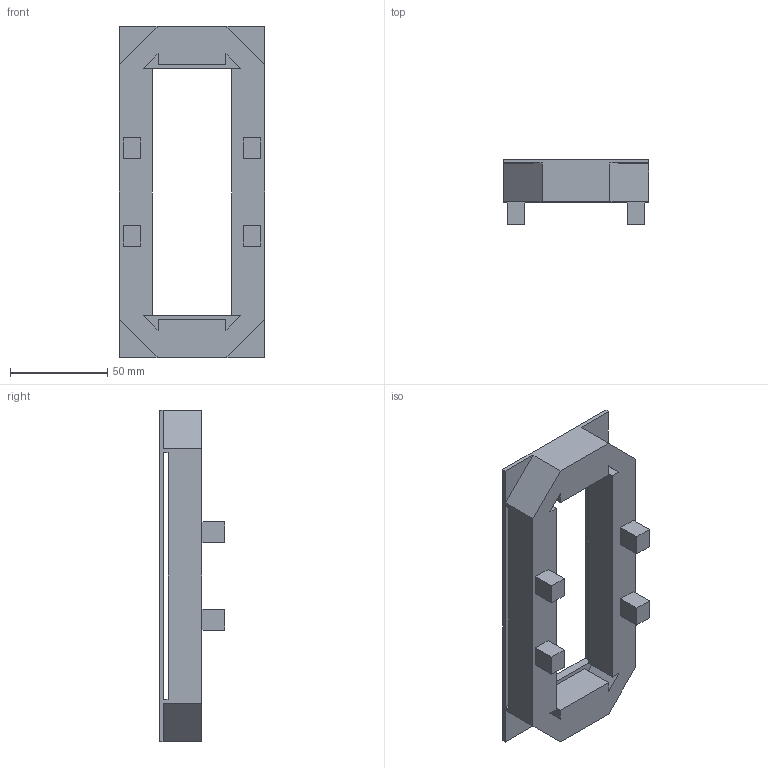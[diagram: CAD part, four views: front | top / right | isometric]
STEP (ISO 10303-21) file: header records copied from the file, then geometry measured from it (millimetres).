
FILE_DESCRIPTION((''),'2;1');
FILE_NAME('GTVR300_1','2025-07-08T15:56:12',('goergem'),(''),'CREO PARAMETRIC BY PTC INC, 2022281','CREO PARAMETRIC BY PTC INC, 2022281','');
FILE_SCHEMA(('AUTOMOTIVE_DESIGN { 1 0 10303 214 1 1 1 1 }'));
Length unit declared in the file: millimetre
Products named in the file (1): GTVR300_1
Bounding box: 75 x 33.7 x 171 mm (x, y, z)
Volume: 139825.5 mm3; surface area: 42177.5 mm2
Topology: 1 solids, 1 shells, 63 faces, 168 edges, 108 vertices
Faces by surface type: plane 63
Entity records: 4915 total; most frequent: CARTESIAN_POINT 1566, POLYLINE 557, DIRECTION 468, ORIENTED_EDGE 336, COLOUR_RGB 217, VECTOR 171, LINE 171, EDGE_CURVE 168
